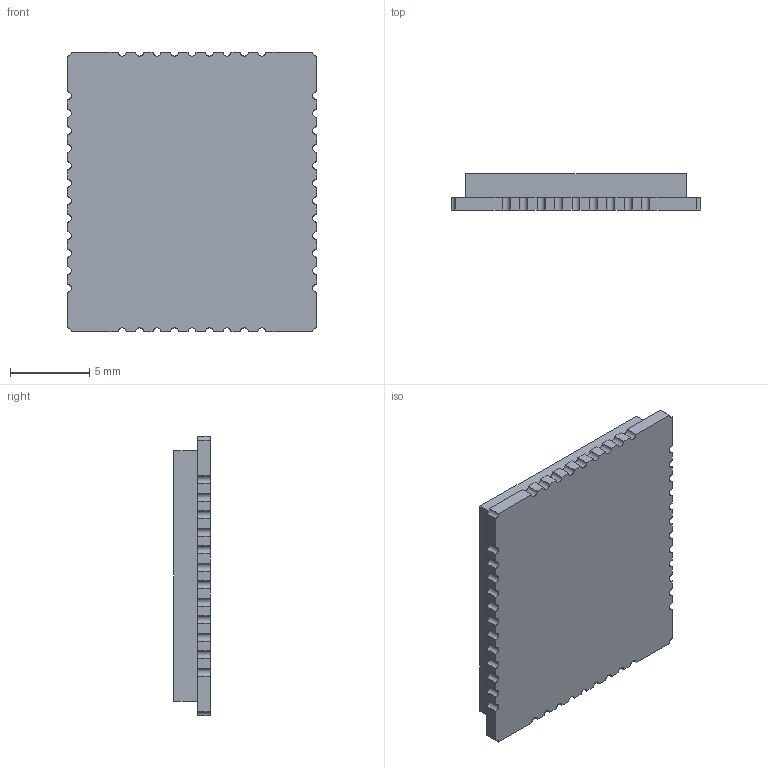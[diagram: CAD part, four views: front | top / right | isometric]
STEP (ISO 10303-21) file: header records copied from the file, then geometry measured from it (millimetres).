
FILE_DESCRIPTION (( 'STEP AP214' ), '1' );
FILE_NAME ('User Library-SIM7020_AS_PCB_181109.STEP', '2020-12-14T02:49:00', ( '' ), ( '' ), 'SwSTEP 2.0', 'SolidWorks 2020', '' );
FILE_SCHEMA (( 'AUTOMOTIVE_DESIGN' ));
Length unit declared in the file: millimetre
Products named in the file (1): User Library-SIM7020_AS_PCB_181109
Bounding box: 15.7 x 2.3 x 17.6 mm (x, y, z)
Volume: 547 mm3; surface area: 695.6 mm2
Topology: 1 solids, 1 shells, 108 faces, 315 edges, 210 vertices
Faces by surface type: cylinder 55, plane 53
Entity records: 4259 total; most frequent: DIRECTION 643, CARTESIAN_POINT 634, ORIENTED_EDGE 630, EDGE_CURVE 315, AXIS2_PLACEMENT_3D 219, VERTEX_POINT 210, VECTOR 205, LINE 205
